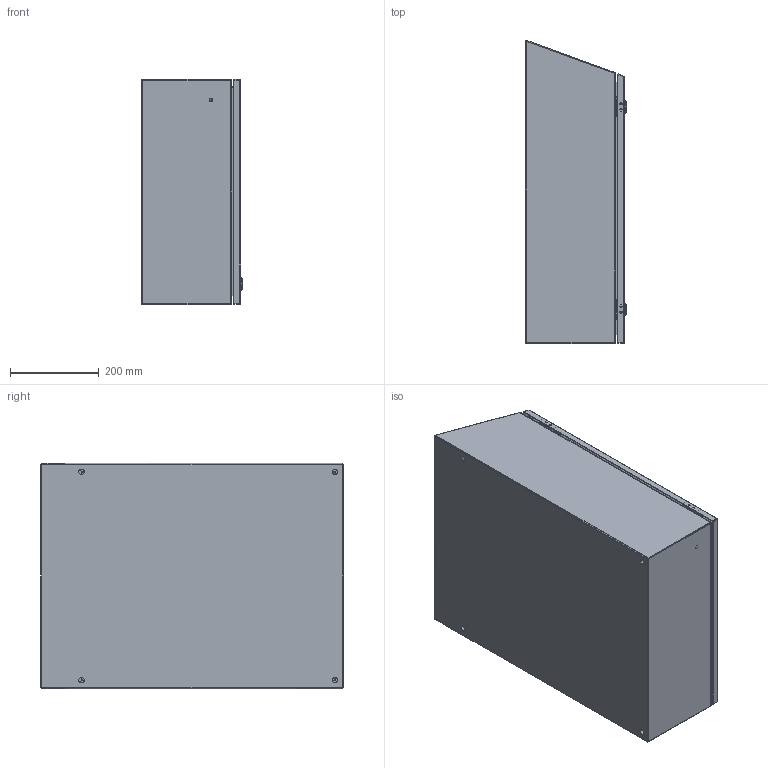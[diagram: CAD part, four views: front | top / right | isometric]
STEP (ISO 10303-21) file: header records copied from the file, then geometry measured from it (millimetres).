
FILE_DESCRIPTION (( 'STEP AP214' ), '1' );
FILE_NAME ('ST242008SS.STEP', '2019-07-15T20:03:37', ( '' ), ( '' ), 'SwSTEP 2.0', 'SolidWorks 2018', '' );
FILE_SCHEMA (( 'AUTOMOTIVE_DESIGN' ));
Length unit declared in the file: inch
Products named in the file (1): ST242008SS
Bounding box: 228.52 x 682.82 x 508 mm (x, y, z)
Volume: 2408209.6 mm3; surface area: 2611405 mm2
Topology: 27 solids, 28 shells, 776 faces, 1800 edges, 1108 vertices
Faces by surface type: plane 410, cylinder 230, bspline 84, torus 28, cone 24
Entity records: 34395 total; most frequent: CARTESIAN_POINT 6536, DIRECTION 3600, ORIENTED_EDGE 3576, EDGE_CURVE 1788, AXIS2_PLACEMENT_3D 1257, VERTEX_POINT 1108, LINE 1086, VECTOR 1086
